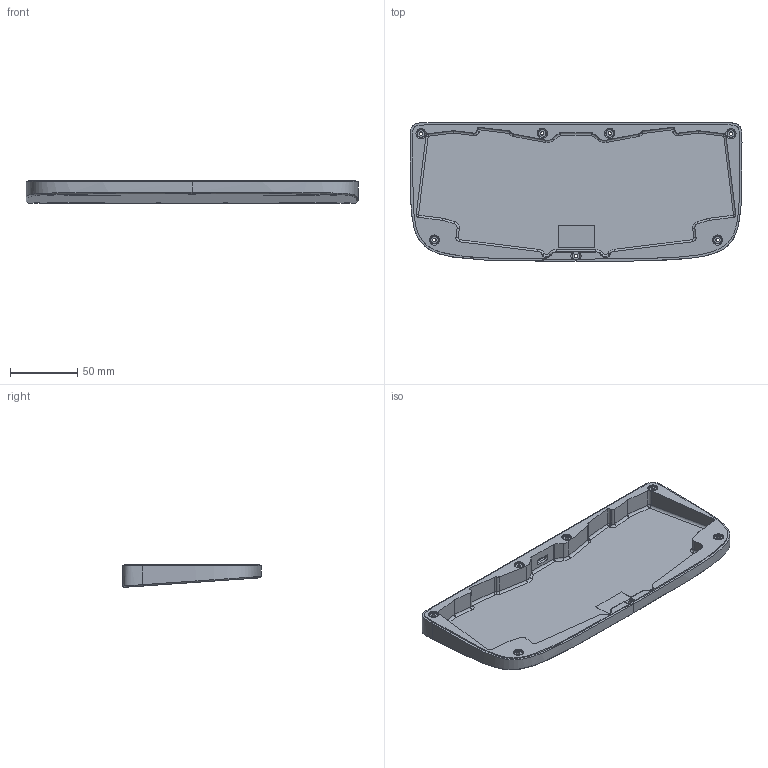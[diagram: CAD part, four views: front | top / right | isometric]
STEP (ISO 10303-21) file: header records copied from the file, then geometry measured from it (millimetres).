
FILE_DESCRIPTION(/* description */ (''),/* implementation_level */ '2;1');
FILE_NAME(/* name */ 'LeBallz Bottom MCU cutout.step',/* time_stamp */ '2024-06-09T18:12:59-07:00',/* author */ (''),/* organization */ (''),/* preprocessor_version */ 'ST-DEVELOPER v20',/* originating_system */ 'Autodesk Translation Framework v13.14.0.145',/* authorisation */ '');
FILE_SCHEMA (('AUTOMOTIVE_DESIGN { 1 0 10303 214 3 1 1 }'));
Length unit declared in the file: millimetre
Products named in the file (4): chiffre_case Ballz; stm32_hotswap_chiffre-3D v3; bottom; bottom_case
Assembly tree (3 placements, depth 3):
  chiffre_case Ballz
    stm32_hotswap_chiffre-3D v3
    bottom
      bottom_case
Bounding box: 246 x 102.88 x 16.82 mm (x, y, z)
Volume: 101729.1 mm3; surface area: 65830.9 mm2
Topology: 1 solids, 1 shells, 255 faces, 611 edges, 378 vertices
Faces by surface type: cylinder 84, plane 80, bspline 55, torus 19, cone 15, sphere 2
Full cylindrical faces by diameter (mm): 2.5 x7, 4.2 x7
Entity records: 12777 total; most frequent: CARTESIAN_POINT 6836, ORIENTED_EDGE 1222, DIRECTION 1207, EDGE_CURVE 611, AXIS2_PLACEMENT_3D 467, VERTEX_POINT 378, EDGE_LOOP 291, LINE 273
